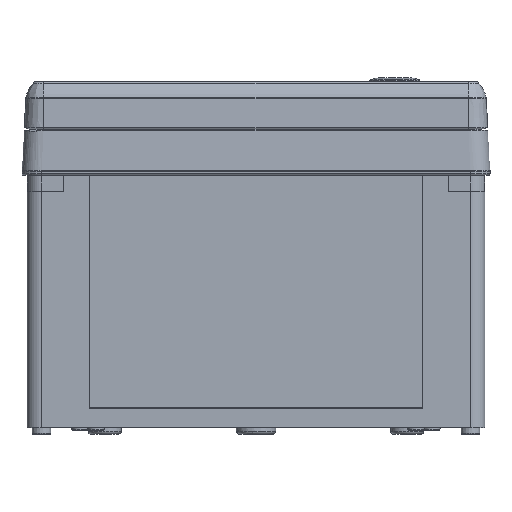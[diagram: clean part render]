
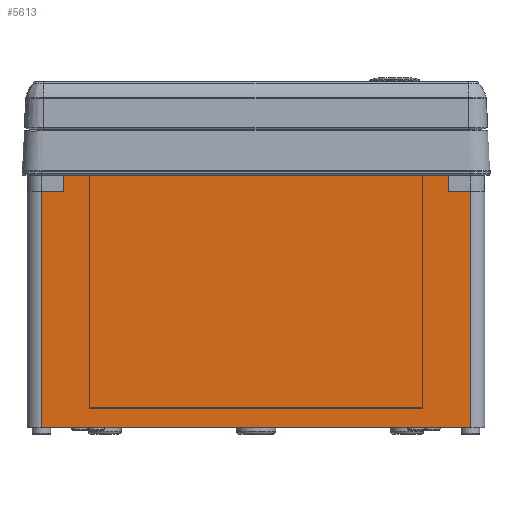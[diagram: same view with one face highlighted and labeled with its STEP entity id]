
A CAD part, front view. The second image highlights one B-rep face of the part: STEP entity #5613.
In plain terms, the highlighted planar face has unit normal (0, -1, 0).
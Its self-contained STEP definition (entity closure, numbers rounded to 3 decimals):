
#5613 = ADVANCED_FACE( '', ( #12028, #12029 ), #12030, .T. );
#12028 = FACE_OUTER_BOUND( '', #19773, .T. );
#12029 = FACE_BOUND( '', #19774, .T. );
#12030 = PLANE( '', #19775 );
#19773 = EDGE_LOOP( '', ( #36417, #36418, #36419, #36420, #36421, #36422, #36423, #36424 ) );
#19774 = EDGE_LOOP( '', ( #36425, #36426, #36427, #36428, #36429, #36430, #36431, #36432 ) );
#19775 = AXIS2_PLACEMENT_3D( '', #36433, #36434, #36435 );
#36417 = ORIENTED_EDGE( '', *, *, #44167, .F. );
#36418 = ORIENTED_EDGE( '', *, *, #43249, .T. );
#36419 = ORIENTED_EDGE( '', *, *, #48225, .F. );
#36420 = ORIENTED_EDGE( '', *, *, #41594, .T. );
#36421 = ORIENTED_EDGE( '', *, *, #48226, .T. );
#36422 = ORIENTED_EDGE( '', *, *, #42408, .F. );
#36423 = ORIENTED_EDGE( '', *, *, #47515, .F. );
#36424 = ORIENTED_EDGE( '', *, *, #46016, .T. );
#36425 = ORIENTED_EDGE( '', *, *, #44063, .T. );
#36426 = ORIENTED_EDGE( '', *, *, #48227, .T. );
#36427 = ORIENTED_EDGE( '', *, *, #48228, .T. );
#36428 = ORIENTED_EDGE( '', *, *, #46955, .T. );
#36429 = ORIENTED_EDGE( '', *, *, #45029, .T. );
#36430 = ORIENTED_EDGE( '', *, *, #44997, .T. );
#36431 = ORIENTED_EDGE( '', *, *, #47921, .T. );
#36432 = ORIENTED_EDGE( '', *, *, #48229, .T. );
#36433 = CARTESIAN_POINT( '', ( -137.5, -146.75, -164.5 ) );
#36434 = DIRECTION( '', ( 0., -1., 0. ) );
#36435 = DIRECTION( '', ( 0., 0., -1. ) );
#41594 = EDGE_CURVE( '', #49244, #49242, #49245, .T. );
#42408 = EDGE_CURVE( '', #50732, #50734, #50735, .T. );
#43249 = EDGE_CURVE( '', #52197, #52195, #52198, .T. );
#44063 = EDGE_CURVE( '', #53560, #53564, #53566, .T. );
#44167 = EDGE_CURVE( '', #52197, #53735, #53736, .T. );
#44997 = EDGE_CURVE( '', #55037, #55041, #55043, .T. );
#45029 = EDGE_CURVE( '', #55088, #55037, #55091, .T. );
#46016 = EDGE_CURVE( '', #56575, #53735, #56576, .T. );
#46955 = EDGE_CURVE( '', #57916, #55088, #57919, .T. );
#47515 = EDGE_CURVE( '', #56575, #50732, #58676, .T. );
#47921 = EDGE_CURVE( '', #55041, #59185, #59187, .T. );
#48225 = EDGE_CURVE( '', #49244, #52195, #59548, .T. );
#48226 = EDGE_CURVE( '', #49242, #50734, #59549, .T. );
#48227 = EDGE_CURVE( '', #53564, #59550, #59551, .T. );
#48228 = EDGE_CURVE( '', #59550, #57916, #59552, .T. );
#48229 = EDGE_CURVE( '', #59185, #53560, #59553, .T. );
#49242 = VERTEX_POINT( '', #60666 );
#49244 = VERTEX_POINT( '', #60668 );
#49245 = LINE( '', #60669, #60670 );
#50732 = VERTEX_POINT( '', #62922 );
#50734 = VERTEX_POINT( '', #62925 );
#50735 = LINE( '', #62926, #62927 );
#52195 = VERTEX_POINT( '', #65358 );
#52197 = VERTEX_POINT( '', #65360 );
#52198 = LINE( '', #65361, #65362 );
#53560 = VERTEX_POINT( '', #67556 );
#53564 = VERTEX_POINT( '', #67562 );
#53566 = LINE( '', #67565, #67566 );
#53735 = VERTEX_POINT( '', #67811 );
#53736 = LINE( '', #67812, #67813 );
#55037 = VERTEX_POINT( '', #69863 );
#55041 = VERTEX_POINT( '', #69869 );
#55043 = LINE( '', #69872, #69873 );
#55088 = VERTEX_POINT( '', #69941 );
#55091 = LINE( '', #69946, #69947 );
#56575 = VERTEX_POINT( '', #72619 );
#56576 = LINE( '', #72620, #72621 );
#57916 = VERTEX_POINT( '', #74942 );
#57919 = LINE( '', #74947, #74948 );
#58676 = LINE( '', #76582, #76583 );
#59185 = VERTEX_POINT( '', #77378 );
#59187 = LINE( '', #77381, #77382 );
#59548 = LINE( '', #77912, #77913 );
#59549 = LINE( '', #77914, #77915 );
#59550 = VERTEX_POINT( '', #77916 );
#59551 = LINE( '', #77917, #77918 );
#59552 = LINE( '', #77919, #77920 );
#59553 = LINE( '', #77921, #77922 );
#60666 = CARTESIAN_POINT( '', ( 137.5, -146.75, -164.5 ) );
#60668 = CARTESIAN_POINT( '', ( -137.5, -146.75, -164.5 ) );
#60669 = CARTESIAN_POINT( '', ( -137.5, -146.75, -164.5 ) );
#60670 = VECTOR( '', #79446, 1000. );
#62922 = CARTESIAN_POINT( '', ( 123.35, -146.75, -12.8 ) );
#62925 = CARTESIAN_POINT( '', ( 137.5, -146.75, -12.8 ) );
#62926 = CARTESIAN_POINT( '', ( -137.5, -146.75, -12.8 ) );
#62927 = VECTOR( '', #80420, 1000. );
#65358 = CARTESIAN_POINT( '', ( -137.5, -146.75, -12.8 ) );
#65360 = CARTESIAN_POINT( '', ( -123.35, -146.75, -12.8 ) );
#65361 = CARTESIAN_POINT( '', ( -137.5, -146.75, -12.8 ) );
#65362 = VECTOR( '', #81485, 1000. );
#67556 = CARTESIAN_POINT( '', ( 107.05, -146.75, -3.5 ) );
#67562 = CARTESIAN_POINT( '', ( 107.05, -146.75, -151.8 ) );
#67565 = CARTESIAN_POINT( '', ( 107.05, -146.75, -164.5 ) );
#67566 = VECTOR( '', #82480, 1000. );
#67811 = CARTESIAN_POINT( '', ( -123.35, -146.75, -2.5 ) );
#67812 = CARTESIAN_POINT( '', ( -123.35, -146.75, -164.5 ) );
#67813 = VECTOR( '', #82599, 1000. );
#69863 = CARTESIAN_POINT( '', ( -106.55, -146.75, -151.3 ) );
#69869 = CARTESIAN_POINT( '', ( 106.55, -146.75, -151.3 ) );
#69872 = CARTESIAN_POINT( '', ( -137.5, -146.75, -151.3 ) );
#69873 = VECTOR( '', #83601, 1000. );
#69941 = CARTESIAN_POINT( '', ( -106.55, -146.75, -3.5 ) );
#69946 = CARTESIAN_POINT( '', ( -106.55, -146.75, -164.5 ) );
#69947 = VECTOR( '', #83634, 1000. );
#72619 = CARTESIAN_POINT( '', ( 123.35, -146.75, -2.5 ) );
#72620 = CARTESIAN_POINT( '', ( -137.5, -146.75, -2.5 ) );
#72621 = VECTOR( '', #84749, 1000. );
#74942 = CARTESIAN_POINT( '', ( -107.05, -146.75, -3.5 ) );
#74947 = CARTESIAN_POINT( '', ( -137.5, -146.75, -3.5 ) );
#74948 = VECTOR( '', #85722, 1000. );
#76582 = CARTESIAN_POINT( '', ( 123.35, -146.75, -164.5 ) );
#76583 = VECTOR( '', #86266, 1000. );
#77378 = CARTESIAN_POINT( '', ( 106.55, -146.75, -3.5 ) );
#77381 = CARTESIAN_POINT( '', ( 106.55, -146.75, -164.5 ) );
#77382 = VECTOR( '', #86664, 1000. );
#77912 = CARTESIAN_POINT( '', ( -137.5, -146.75, -164.5 ) );
#77913 = VECTOR( '', #86922, 1000. );
#77914 = CARTESIAN_POINT( '', ( 137.5, -146.75, -164.5 ) );
#77915 = VECTOR( '', #86923, 1000. );
#77916 = CARTESIAN_POINT( '', ( -107.05, -146.75, -151.8 ) );
#77917 = CARTESIAN_POINT( '', ( -137.5, -146.75, -151.8 ) );
#77918 = VECTOR( '', #86924, 1000. );
#77919 = CARTESIAN_POINT( '', ( -107.05, -146.75, -164.5 ) );
#77920 = VECTOR( '', #86925, 1000. );
#77921 = CARTESIAN_POINT( '', ( -137.5, -146.75, -3.5 ) );
#77922 = VECTOR( '', #86926, 1000. );
#79446 = DIRECTION( '', ( 1., 0., 0. ) );
#80420 = DIRECTION( '', ( 1., 0., 0. ) );
#81485 = DIRECTION( '', ( -1., 0., 0. ) );
#82480 = DIRECTION( '', ( 0., 0., -1. ) );
#82599 = DIRECTION( '', ( 0., 0., 1. ) );
#83601 = DIRECTION( '', ( 1., 0., 0. ) );
#83634 = DIRECTION( '', ( 0., 0., -1. ) );
#84749 = DIRECTION( '', ( -1., 0., 0. ) );
#85722 = DIRECTION( '', ( 1., 0., 0. ) );
#86266 = DIRECTION( '', ( 0., 0., -1. ) );
#86664 = DIRECTION( '', ( 0., 0., 1. ) );
#86922 = DIRECTION( '', ( 0., 0., 1. ) );
#86923 = DIRECTION( '', ( 0., 0., 1. ) );
#86924 = DIRECTION( '', ( -1., 0., 0. ) );
#86925 = DIRECTION( '', ( 0., 0., 1. ) );
#86926 = DIRECTION( '', ( 1., 0., 0. ) );
